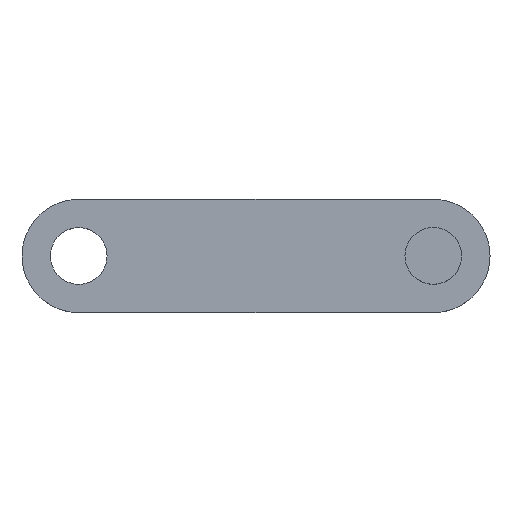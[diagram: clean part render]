
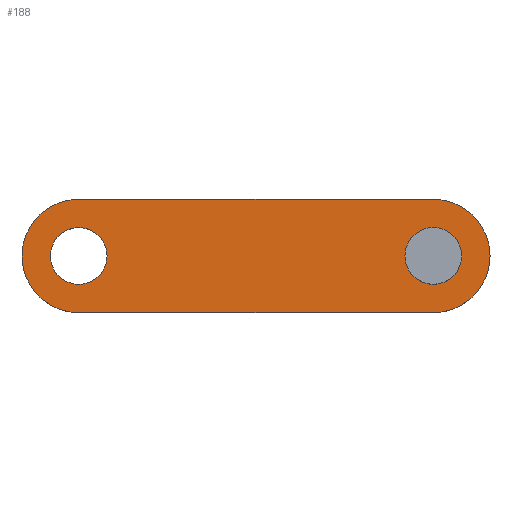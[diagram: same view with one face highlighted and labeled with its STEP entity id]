
A CAD part, top view. The second image highlights one B-rep face of the part: STEP entity #188.
In plain terms, the highlighted planar face has unit normal (0, 0, 1).
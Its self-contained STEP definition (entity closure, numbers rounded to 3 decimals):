
#2 = DIRECTION ( 'NONE',  ( 1., 0., 0. ) ) ;
#3 = EDGE_CURVE ( 'NONE', #412, #113, #193, .T. ) ;
#6 = DIRECTION ( 'NONE',  ( 0., 0., 1. ) ) ;
#9 = ORIENTED_EDGE ( 'NONE', *, *, #250, .F. ) ;
#19 = AXIS2_PLACEMENT_3D ( 'NONE', #130, #213, #181 ) ;
#22 = LINE ( 'NONE', #254, #179 ) ;
#23 = ORIENTED_EDGE ( 'NONE', *, *, #27, .F. ) ;
#25 = CARTESIAN_POINT ( 'NONE',  ( 270., -40., 30. ) ) ;
#27 = EDGE_CURVE ( 'NONE', #113, #412, #56, .T. ) ;
#31 = VERTEX_POINT ( 'NONE', #48 ) ;
#35 = FACE_BOUND ( 'NONE', #151, .T. ) ;
#38 = CARTESIAN_POINT ( 'NONE',  ( 0., -40., 30. ) ) ;
#45 = CIRCLE ( 'NONE', #272, 20. ) ;
#48 = CARTESIAN_POINT ( 'NONE',  ( 20., -40., 30. ) ) ;
#56 = CIRCLE ( 'NONE', #320, 20. ) ;
#69 = DIRECTION ( 'NONE',  ( 1., 0., 0. ) ) ;
#71 = DIRECTION ( 'NONE',  ( 0., 0., 1. ) ) ;
#76 = CARTESIAN_POINT ( 'NONE',  ( 250., 0., 30. ) ) ;
#77 = EDGE_CURVE ( 'NONE', #420, #360, #249, .T. ) ;
#79 = VECTOR ( 'NONE', #212, 1000. ) ;
#80 = ORIENTED_EDGE ( 'NONE', *, *, #96, .T. ) ;
#92 = VERTEX_POINT ( 'NONE', #322 ) ;
#94 = ORIENTED_EDGE ( 'NONE', *, *, #3, .F. ) ;
#96 = EDGE_CURVE ( 'NONE', #92, #276, #22, .T. ) ;
#98 = DIRECTION ( 'NONE',  ( 0., 0., 1. ) ) ;
#99 = CARTESIAN_POINT ( 'NONE',  ( 0., -40., 30. ) ) ;
#106 = AXIS2_PLACEMENT_3D ( 'NONE', #38, #71, #339 ) ;
#113 = VERTEX_POINT ( 'NONE', #25 ) ;
#118 = DIRECTION ( 'NONE',  ( 1., 0., 0. ) ) ;
#122 = DIRECTION ( 'NONE',  ( 1., 0., 0. ) ) ;
#123 = ORIENTED_EDGE ( 'NONE', *, *, #219, .T. ) ;
#125 = DIRECTION ( 'NONE',  ( 0., 0., 1. ) ) ;
#130 = CARTESIAN_POINT ( 'NONE',  ( 250., -40., 30. ) ) ;
#134 = CARTESIAN_POINT ( 'NONE',  ( 0., -40., 30. ) ) ;
#135 = CARTESIAN_POINT ( 'NONE',  ( 250., -80., 30. ) ) ;
#139 = DIRECTION ( 'NONE',  ( 1., 0., 0. ) ) ;
#144 = EDGE_LOOP ( 'NONE', ( #94, #23 ) ) ;
#151 = EDGE_LOOP ( 'NONE', ( #295, #9 ) ) ;
#154 = VERTEX_POINT ( 'NONE', #376 ) ;
#173 = DIRECTION ( 'NONE',  ( 0., 0., 1. ) ) ;
#179 = VECTOR ( 'NONE', #416, 1000. ) ;
#181 = DIRECTION ( 'NONE',  ( 1., 0., 0. ) ) ;
#187 = EDGE_CURVE ( 'NONE', #350, #31, #234, .T. ) ;
#188 = ADVANCED_FACE ( 'NONE', ( #245, #200, #35 ), #399, .T. ) ;
#193 = CIRCLE ( 'NONE', #19, 20. ) ;
#200 = FACE_OUTER_BOUND ( 'NONE', #363, .T. ) ;
#206 = AXIS2_PLACEMENT_3D ( 'NONE', #402, #367, #266 ) ;
#211 = CARTESIAN_POINT ( 'NONE',  ( -20., -40., 30. ) ) ;
#212 = DIRECTION ( 'NONE',  ( -1., 0., 0. ) ) ;
#213 = DIRECTION ( 'NONE',  ( 0., 0., 1. ) ) ;
#219 = EDGE_CURVE ( 'NONE', #360, #154, #301, .T. ) ;
#234 = CIRCLE ( 'NONE', #358, 20. ) ;
#243 = CARTESIAN_POINT ( 'NONE',  ( 0., -40., 30. ) ) ;
#245 = FACE_BOUND ( 'NONE', #144, .T. ) ;
#249 = LINE ( 'NONE', #379, #79 ) ;
#250 = EDGE_CURVE ( 'NONE', #31, #350, #45, .T. ) ;
#254 = CARTESIAN_POINT ( 'NONE',  ( 0., -80., 30. ) ) ;
#260 = ORIENTED_EDGE ( 'NONE', *, *, #400, .T. ) ;
#266 = DIRECTION ( 'NONE',  ( 1., 0., 0. ) ) ;
#268 = AXIS2_PLACEMENT_3D ( 'NONE', #243, #173, #139 ) ;
#272 = AXIS2_PLACEMENT_3D ( 'NONE', #99, #6, #2 ) ;
#276 = VERTEX_POINT ( 'NONE', #135 ) ;
#284 = CARTESIAN_POINT ( 'NONE',  ( 0., -40., 30. ) ) ;
#295 = ORIENTED_EDGE ( 'NONE', *, *, #187, .F. ) ;
#297 = EDGE_CURVE ( 'NONE', #276, #420, #397, .T. ) ;
#298 = ORIENTED_EDGE ( 'NONE', *, *, #297, .T. ) ;
#301 = CIRCLE ( 'NONE', #106, 40. ) ;
#309 = ORIENTED_EDGE ( 'NONE', *, *, #77, .T. ) ;
#310 = CARTESIAN_POINT ( 'NONE',  ( 0., 0., 30. ) ) ;
#320 = AXIS2_PLACEMENT_3D ( 'NONE', #355, #125, #122 ) ;
#322 = CARTESIAN_POINT ( 'NONE',  ( 0., -80., 30. ) ) ;
#331 = AXIS2_PLACEMENT_3D ( 'NONE', #134, #98, #69 ) ;
#339 = DIRECTION ( 'NONE',  ( 1., 0., 0. ) ) ;
#350 = VERTEX_POINT ( 'NONE', #211 ) ;
#355 = CARTESIAN_POINT ( 'NONE',  ( 250., -40., 30. ) ) ;
#358 = AXIS2_PLACEMENT_3D ( 'NONE', #284, #413, #118 ) ;
#360 = VERTEX_POINT ( 'NONE', #310 ) ;
#363 = EDGE_LOOP ( 'NONE', ( #123, #260, #80, #298, #309 ) ) ;
#367 = DIRECTION ( 'NONE',  ( 0., 0., 1. ) ) ;
#375 = CARTESIAN_POINT ( 'NONE',  ( 230., -40., 30. ) ) ;
#376 = CARTESIAN_POINT ( 'NONE',  ( -40., -40., 30. ) ) ;
#379 = CARTESIAN_POINT ( 'NONE',  ( 0., 0., 30. ) ) ;
#397 = CIRCLE ( 'NONE', #206, 40. ) ;
#399 = PLANE ( 'NONE',  #331 ) ;
#400 = EDGE_CURVE ( 'NONE', #154, #92, #401, .T. ) ;
#401 = CIRCLE ( 'NONE', #268, 40. ) ;
#402 = CARTESIAN_POINT ( 'NONE',  ( 250., -40., 30. ) ) ;
#412 = VERTEX_POINT ( 'NONE', #375 ) ;
#413 = DIRECTION ( 'NONE',  ( 0., 0., 1. ) ) ;
#416 = DIRECTION ( 'NONE',  ( 1., 0., 0. ) ) ;
#420 = VERTEX_POINT ( 'NONE', #76 ) ;
